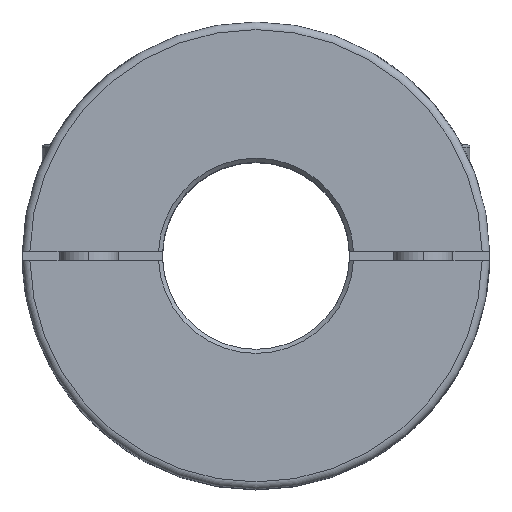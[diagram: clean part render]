
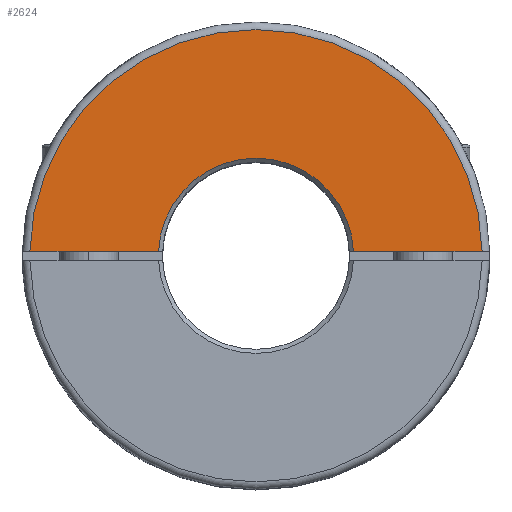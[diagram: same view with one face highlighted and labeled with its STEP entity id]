
A CAD part, top view. The second image highlights one B-rep face of the part: STEP entity #2624.
In plain terms, the highlighted planar face has unit normal (0, 0, 1).
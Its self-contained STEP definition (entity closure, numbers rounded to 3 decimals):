
#23 = EDGE_CURVE ( 'NONE', #6011, #1150, #1980, .T. ) ;
#91 = EDGE_LOOP ( 'NONE', ( #3762, #4664, #4144, #5874 ) ) ;
#378 = LINE ( 'NONE', #3202, #2585 ) ;
#728 = DIRECTION ( 'NONE',  ( 1., 0., 0. ) ) ;
#1090 = EDGE_CURVE ( 'NONE', #6011, #4805, #4035, .T. ) ;
#1150 = VERTEX_POINT ( 'NONE', #4557 ) ;
#1410 = CARTESIAN_POINT ( 'NONE',  ( 0., 0., 33. ) ) ;
#1482 = AXIS2_PLACEMENT_3D ( 'NONE', #1410, #2694, #7938 ) ;
#1722 = CARTESIAN_POINT ( 'NONE',  ( 0., 0., 33. ) ) ;
#1877 = CIRCLE ( 'NONE', #1482, 16.7 ) ;
#1980 = LINE ( 'NONE', #5215, #7899 ) ;
#2585 = VECTOR ( 'NONE', #7057, 1000. ) ;
#2613 = CARTESIAN_POINT ( 'NONE',  ( 38.693, 0.75, 33. ) ) ;
#2624 = ADVANCED_FACE ( 'NONE', ( #3303 ), #7848, .T. ) ;
#2694 = DIRECTION ( 'NONE',  ( 0., 0., -1. ) ) ;
#2734 = EDGE_CURVE ( 'NONE', #7222, #1150, #1877, .T. ) ;
#3012 = DIRECTION ( 'NONE',  ( 1., 0., 0. ) ) ;
#3202 = CARTESIAN_POINT ( 'NONE',  ( 0., 0.75, 33. ) ) ;
#3303 = FACE_OUTER_BOUND ( 'NONE', #91, .T. ) ;
#3623 = AXIS2_PLACEMENT_3D ( 'NONE', #1722, #6274, #3012 ) ;
#3762 = ORIENTED_EDGE ( 'NONE', *, *, #23, .F. ) ;
#4035 = CIRCLE ( 'NONE', #3623, 38.7 ) ;
#4144 = ORIENTED_EDGE ( 'NONE', *, *, #6735, .F. ) ;
#4557 = CARTESIAN_POINT ( 'NONE',  ( 16.683, 0.75, 33. ) ) ;
#4664 = ORIENTED_EDGE ( 'NONE', *, *, #1090, .T. ) ;
#4805 = VERTEX_POINT ( 'NONE', #6235 ) ;
#5150 = DIRECTION ( 'NONE',  ( 0., 0., 1. ) ) ;
#5215 = CARTESIAN_POINT ( 'NONE',  ( 0., 0.75, 33. ) ) ;
#5462 = AXIS2_PLACEMENT_3D ( 'NONE', #5865, #5150, #728 ) ;
#5865 = CARTESIAN_POINT ( 'NONE',  ( 0., 0., 33. ) ) ;
#5874 = ORIENTED_EDGE ( 'NONE', *, *, #2734, .T. ) ;
#6011 = VERTEX_POINT ( 'NONE', #2613 ) ;
#6235 = CARTESIAN_POINT ( 'NONE',  ( -38.693, 0.75, 33. ) ) ;
#6274 = DIRECTION ( 'NONE',  ( 0., 0., 1. ) ) ;
#6572 = DIRECTION ( 'NONE',  ( -1., 0., 0. ) ) ;
#6735 = EDGE_CURVE ( 'NONE', #7222, #4805, #378, .T. ) ;
#7057 = DIRECTION ( 'NONE',  ( -1., 0., 0. ) ) ;
#7222 = VERTEX_POINT ( 'NONE', #7509 ) ;
#7509 = CARTESIAN_POINT ( 'NONE',  ( -16.683, 0.75, 33. ) ) ;
#7848 = PLANE ( 'NONE',  #5462 ) ;
#7899 = VECTOR ( 'NONE', #6572, 1000. ) ;
#7938 = DIRECTION ( 'NONE',  ( 1., 0., 0. ) ) ;
